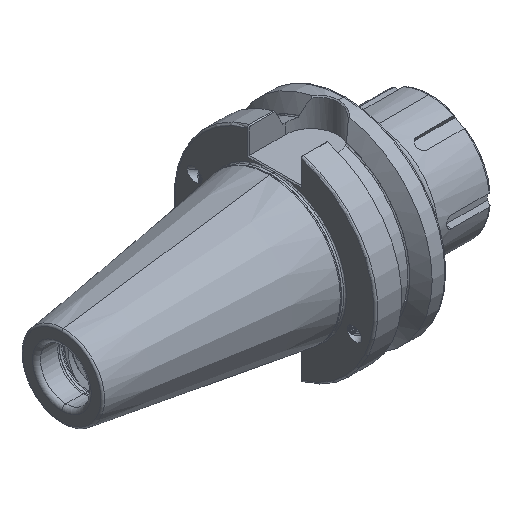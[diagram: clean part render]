
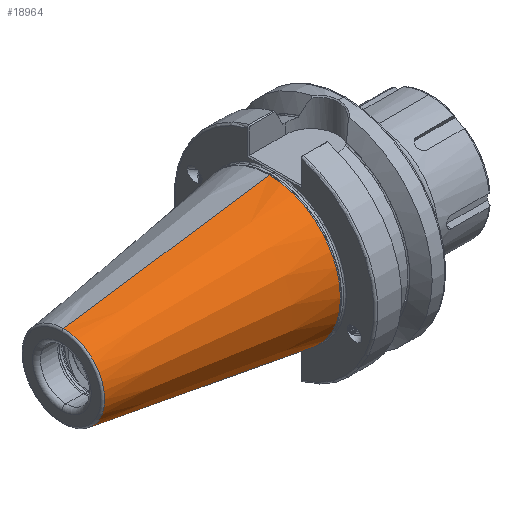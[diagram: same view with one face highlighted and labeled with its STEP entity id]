
A CAD part, isometric view. The second image highlights one B-rep face of the part: STEP entity #18964.
In plain terms, the highlighted conical face has half-angle 8.297 degrees and reference radius 34.998 mm.
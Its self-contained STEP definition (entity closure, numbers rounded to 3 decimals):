
#310 = EDGE_LOOP ( 'NONE', ( #28153, #28171, #28161, #28172 ) ) ;
#1062 = VERTEX_POINT ( 'NONE', #22228 ) ;
#1075 = VERTEX_POINT ( 'NONE', #22296 ) ;
#1110 = VERTEX_POINT ( 'NONE', #22333 ) ;
#1122 = VERTEX_POINT ( 'NONE', #22397 ) ;
#1387 = EDGE_CURVE ( 'NONE', #1110, #1062, #25098, .T. ) ;
#1411 = EDGE_CURVE ( 'NONE', #1122, #1075, #31929, .T. ) ;
#2247 = EDGE_CURVE ( 'NONE', #1110, #1122, #32081, .T. ) ;
#2261 = EDGE_CURVE ( 'NONE', #1062, #1075, #31568, .T. ) ;
#9226 = CARTESIAN_POINT ( 'NONE',  ( -2.5, 0., 34.998 ) ) ;
#9249 = DIRECTION ( 'NONE',  ( 0.99, 0., 0.144 ) ) ;
#11853 = FACE_OUTER_BOUND ( 'NONE', #310, .T. ) ;
#11876 = CONICAL_SURFACE ( 'NONE', #19806, 34.998, 0.145 ) ;
#15665 = DIRECTION ( 'NONE',  ( 1., 0., 0. ) ) ;
#15666 = DIRECTION ( 'NONE',  ( 0., 0., -1. ) ) ;
#15692 = CARTESIAN_POINT ( 'NONE',  ( -103.944, 0., 0. ) ) ;
#15753 = DIRECTION ( 'NONE',  ( 1., 0., 0. ) ) ;
#15761 = DIRECTION ( 'NONE',  ( 0., 0., -1. ) ) ;
#15785 = CARTESIAN_POINT ( 'NONE',  ( -2.5, 0., 0. ) ) ;
#16767 = DIRECTION ( 'NONE',  ( 1., 0., 0. ) ) ;
#16772 = DIRECTION ( 'NONE',  ( 0., 0., -1. ) ) ;
#16795 = CARTESIAN_POINT ( 'NONE',  ( -2.5, 0., 0. ) ) ;
#18002 = DIRECTION ( 'NONE',  ( 0.99, 0., -0.144 ) ) ;
#18010 = CARTESIAN_POINT ( 'NONE',  ( -2.5, 0., -34.998 ) ) ;
#18964 = ADVANCED_FACE ( 'NONE', ( #11853 ), #11876, .T. ) ;
#19261 = AXIS2_PLACEMENT_3D ( 'NONE', #15692, #15665, #15666 ) ;
#19307 = AXIS2_PLACEMENT_3D ( 'NONE', #15785, #15753, #15761 ) ;
#19806 = AXIS2_PLACEMENT_3D ( 'NONE', #16795, #16767, #16772 ) ;
#22228 = CARTESIAN_POINT ( 'NONE',  ( -2.5, 0., 34.998 ) ) ;
#22296 = CARTESIAN_POINT ( 'NONE',  ( -2.5, 0., -34.998 ) ) ;
#22333 = CARTESIAN_POINT ( 'NONE',  ( -103.944, 0., 20.204 ) ) ;
#22397 = CARTESIAN_POINT ( 'NONE',  ( -103.944, 0., -20.204 ) ) ;
#25066 = VECTOR ( 'NONE', #9249, 1000. ) ;
#25098 = LINE ( 'NONE', #9226, #25066 ) ;
#28153 = ORIENTED_EDGE ( 'NONE', *, *, #1387, .F. ) ;
#28161 = ORIENTED_EDGE ( 'NONE', *, *, #1411, .T. ) ;
#28171 = ORIENTED_EDGE ( 'NONE', *, *, #2247, .T. ) ;
#28172 = ORIENTED_EDGE ( 'NONE', *, *, #2261, .F. ) ;
#31568 = CIRCLE ( 'NONE', #19307, 34.998 ) ;
#31921 = VECTOR ( 'NONE', #18002, 1000. ) ;
#31929 = LINE ( 'NONE', #18010, #31921 ) ;
#32081 = CIRCLE ( 'NONE', #19261, 20.204 ) ;
